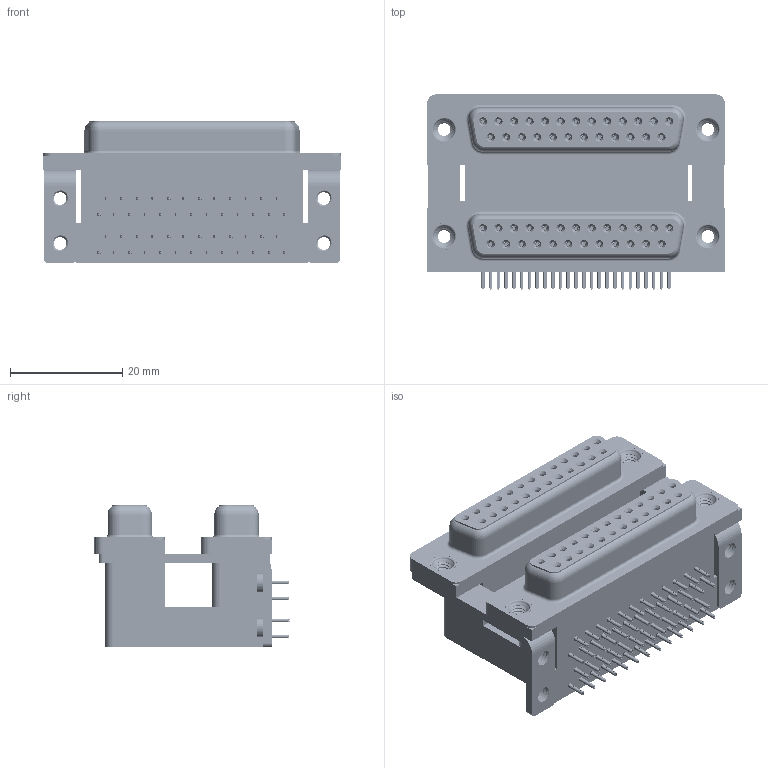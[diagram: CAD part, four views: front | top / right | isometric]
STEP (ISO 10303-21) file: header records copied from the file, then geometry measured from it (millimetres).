
FILE_DESCRIPTION (( 'STEP AP203' ), '1' );
FILE_NAME ('662-025-264-055.STEP', '2022-06-16T23:20:04', ( '' ), ( '' ), 'SwSTEP 2.0', 'SolidWorks 2020', '' );
FILE_SCHEMA (( 'CONFIG_CONTROL_DESIGN' ));
Length unit declared in the file: millimetre
Products named in the file (12): 662 Contact Top Upper_M; 662 Contact Top Lower; 662 Contact Bottom Lower; 662 Threaded Rivet_4-40; 662 Shell_25 Contacts; 662 4-40 Threaded Board Mount; 662 Housing Spacer_25 Contacts M; 662 Housing Upper_25 Contacts M; 662 Mounting Bracket_ThruM; 662-025-264-055; 662 Contact Bottom Upper_M; 662 Housing Lower_25 Contacts
Assembly tree (65 placements, depth 2):
  662-025-264-055
    662 Housing Lower_25 Contacts
    662 Housing Spacer_25 Contacts M
    662 Housing Upper_25 Contacts M
    662 Shell_25 Contacts  x2
    662 Contact Bottom Lower  x12
    662 Contact Top Lower  x13
    662 Contact Bottom Upper_M  x12
    662 Contact Top Upper_M  x13
    662 Mounting Bracket_ThruM  x2
    662 4-40 Threaded Board Mount  x4
    662 Threaded Rivet_4-40  x4
Bounding box: 53.04 x 34.78 x 25.4 mm (x, y, z)
Volume: 23882.7 mm3; surface area: 26106.9 mm2
Topology: 65 solids, 65 shells, 7932 faces, 20798 edges, 13052 vertices
Faces by surface type: plane 3588, cylinder 1880, bspline 1728, cone 660, torus 76
Entity records: 62735 total; most frequent: CARTESIAN_POINT 19133, ORIENTED_EDGE 8686, DIRECTION 7826, EDGE_CURVE 4343, VECTOR 3054, LINE 3054, VERTEX_POINT 2785, AXIS2_PLACEMENT_3D 2386
